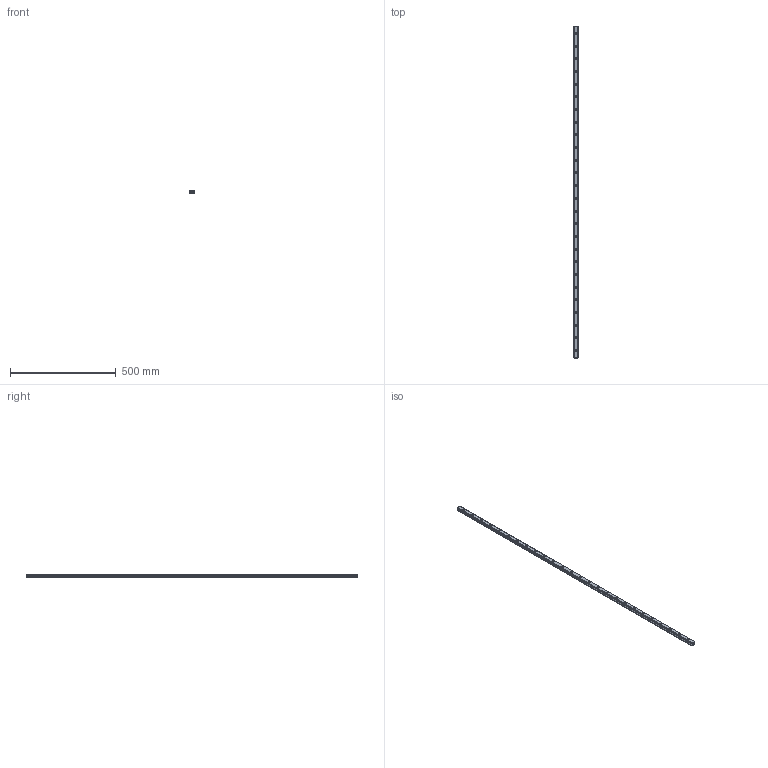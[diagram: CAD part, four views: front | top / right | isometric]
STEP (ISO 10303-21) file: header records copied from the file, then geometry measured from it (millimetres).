
FILE_DESCRIPTION(('STEP AP214'),'1');
FILE_NAME('cctmp_2E99E31D-8D00-4906-B4E5-2A92A8B74FAF_2020_5_19_8_35_1_653..stp','2020-05-19T06:35:01',('HIWIN GmbH'),('CADClick - www.CADClick.com'),'Spatial InterOp 3D',' ','unknown authorization');
FILE_SCHEMA(('AUTOMOTIVE_DESIGN'));
Length unit declared in the file: millimetre
Products named in the file (1): HGR20R1570H_FILE
Bounding box: 20 x 1570 x 17.5 mm (x, y, z)
Volume: 448978.7 mm3; surface area: 133335.6 mm2
Topology: 1 solids, 1 shells, 341 faces, 771 edges, 514 vertices
Faces by surface type: cylinder 178, plane 163
Entity records: 12433 total; most frequent: DIRECTION 1811, CARTESIAN_POINT 1627, ORIENTED_EDGE 1542, EDGE_CURVE 771, AXIS2_PLACEMENT_3D 698, VERTEX_POINT 514, EDGE_LOOP 423, LINE 415
